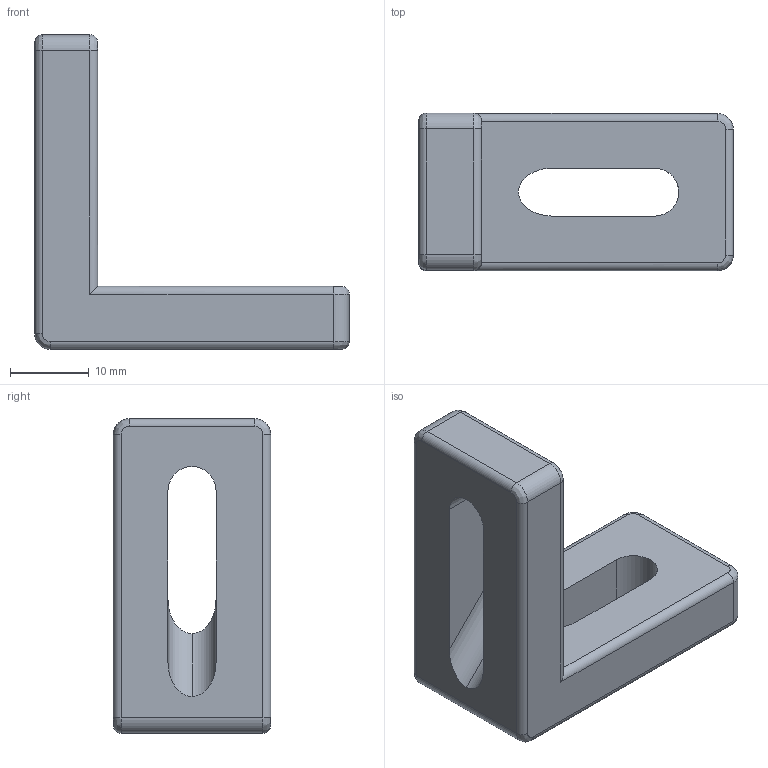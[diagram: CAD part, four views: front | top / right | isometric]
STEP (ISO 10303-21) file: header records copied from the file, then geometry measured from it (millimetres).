
FILE_DESCRIPTION (( 'STEP AP214' ), '1' );
FILE_NAME ('7268410', '2019-02-04T10:21:55', ( '' ), ('JUGARD+KÜNSTNER GmbH'), 'SwSTEP 2.0', 'SolidWorks 2017', '' );
FILE_SCHEMA (( 'AUTOMOTIVE_DESIGN' ));
Length unit declared in the file: millimetre
Products named in the file (1): 7268410_CNAJF00
Bounding box: 40 x 20 x 40 mm (x, y, z)
Volume: 9133.7 mm3; surface area: 4505.1 mm2
Topology: 1 solids, 1 shells, 44 faces, 104 edges, 62 vertices
Faces by surface type: cylinder 22, plane 12, bspline 10
Entity records: 1398 total; most frequent: CARTESIAN_POINT 415, ORIENTED_EDGE 208, DIRECTION 190, EDGE_CURVE 104, AXIS2_PLACEMENT_3D 69, VERTEX_POINT 62, LINE 52, VECTOR 52
